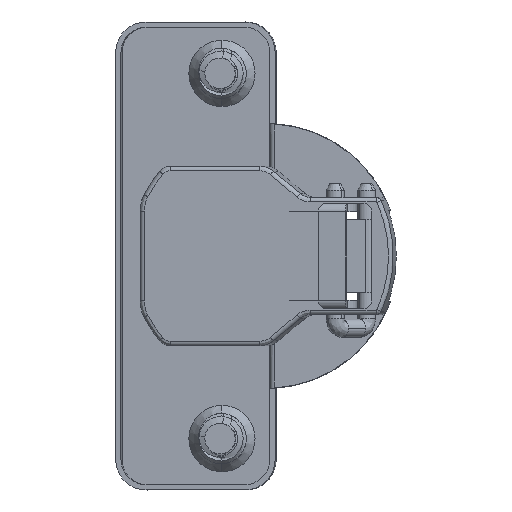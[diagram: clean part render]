
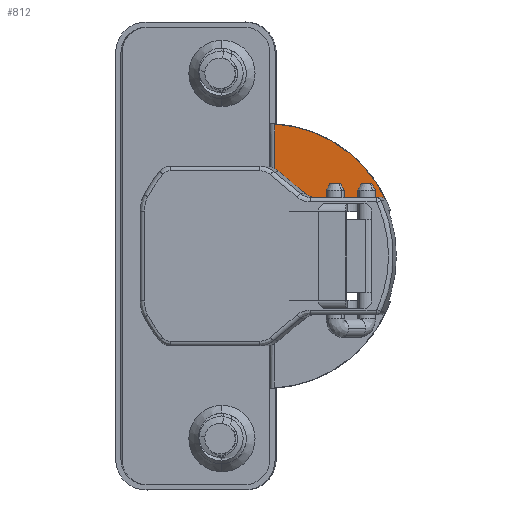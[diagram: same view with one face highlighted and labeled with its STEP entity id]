
A CAD part, left-side view. The second image highlights one B-rep face of the part: STEP entity #812.
In plain terms, the highlighted face is planar.
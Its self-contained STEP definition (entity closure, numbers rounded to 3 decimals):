
#812 = ADVANCED_FACE ( 'NONE', ( #11710 ), #26740, .T. ) ;
#1790 = CIRCLE ( 'NONE', #36370, 2.1 ) ;
#1995 = LINE ( 'NONE', #14627, #22924 ) ;
#2327 = AXIS2_PLACEMENT_3D ( 'NONE', #20930, #38794, #32955 ) ;
#3465 = VERTEX_POINT ( 'NONE', #11014 ) ;
#4633 = DIRECTION ( 'NONE',  ( 0., 1., 0. ) ) ;
#7291 = DIRECTION ( 'NONE',  ( 0., 1., 0. ) ) ;
#7430 = CARTESIAN_POINT ( 'NONE',  ( 0., 1.15, 3.6 ) ) ;
#7477 = EDGE_CURVE ( 'NONE', #22618, #15628, #33729, .T. ) ;
#7667 = CARTESIAN_POINT ( 'NONE',  ( 7., -14.012, 3.6 ) ) ;
#7843 = EDGE_CURVE ( 'NONE', #15020, #22618, #19405, .T. ) ;
#9981 = VERTEX_POINT ( 'NONE', #36564 ) ;
#10479 = LINE ( 'NONE', #25504, #28780 ) ;
#10924 = ORIENTED_EDGE ( 'NONE', *, *, #7477, .T. ) ;
#11014 = CARTESIAN_POINT ( 'NONE',  ( 7.293, -14.648, 3.6 ) ) ;
#11710 = FACE_OUTER_BOUND ( 'NONE', #23821, .T. ) ;
#13260 = ORIENTED_EDGE ( 'NONE', *, *, #32716, .T. ) ;
#13666 = VERTEX_POINT ( 'NONE', #37920 ) ;
#14627 = CARTESIAN_POINT ( 'NONE',  ( 7.7, -7.364, 3.6 ) ) ;
#15020 = VERTEX_POINT ( 'NONE', #36780 ) ;
#15592 = DIRECTION ( 'NONE',  ( 0., 1., 0. ) ) ;
#15628 = VERTEX_POINT ( 'NONE', #35449 ) ;
#16776 = EDGE_CURVE ( 'NONE', #21927, #3465, #36807, .T. ) ;
#18023 = DIRECTION ( 'NONE',  ( 0., 0., -1. ) ) ;
#18025 = EDGE_CURVE ( 'NONE', #9981, #13666, #1790, .T. ) ;
#18386 = ORIENTED_EDGE ( 'NONE', *, *, #16776, .T. ) ;
#19405 = LINE ( 'NONE', #26210, #22241 ) ;
#20930 = CARTESIAN_POINT ( 'NONE',  ( 7.233, -14.736, 3.6 ) ) ;
#21198 = AXIS2_PLACEMENT_3D ( 'NONE', #7430, #38881, #32841 ) ;
#21409 = CARTESIAN_POINT ( 'NONE',  ( 9.8, -5.35, 3.6 ) ) ;
#21927 = VERTEX_POINT ( 'NONE', #26344 ) ;
#22210 = AXIS2_PLACEMENT_3D ( 'NONE', #24321, #35148, #7291 ) ;
#22241 = VECTOR ( 'NONE', #23179, 1000. ) ;
#22618 = VERTEX_POINT ( 'NONE', #23577 ) ;
#22924 = VECTOR ( 'NONE', #36074, 1000. ) ;
#23179 = DIRECTION ( 'NONE',  ( -1., 0., 0. ) ) ;
#23577 = CARTESIAN_POINT ( 'NONE',  ( 11.473, 0.007, 3.6 ) ) ;
#23821 = EDGE_LOOP ( 'NONE', ( #24579, #18386, #34749, #31640, #10924, #13260, #36233 ) ) ;
#24321 = CARTESIAN_POINT ( 'NONE',  ( 9., 1.32, 3.6 ) ) ;
#24579 = ORIENTED_EDGE ( 'NONE', *, *, #37082, .T. ) ;
#25504 = CARTESIAN_POINT ( 'NONE',  ( 11.145, -0.48, 3.6 ) ) ;
#26210 = CARTESIAN_POINT ( 'NONE',  ( 14.434, 0.007, 3.6 ) ) ;
#26285 = DIRECTION ( 'NONE',  ( -0.643, -0.766, 0. ) ) ;
#26344 = CARTESIAN_POINT ( 'NONE',  ( 7.7, -14.012, 3.6 ) ) ;
#26740 = PLANE ( 'NONE',  #2327 ) ;
#27199 = AXIS2_PLACEMENT_3D ( 'NONE', #7667, #32110, #4633 ) ;
#28780 = VECTOR ( 'NONE', #26285, 1000. ) ;
#31640 = ORIENTED_EDGE ( 'NONE', *, *, #7843, .T. ) ;
#32110 = DIRECTION ( 'NONE',  ( 0., 0., -1. ) ) ;
#32716 = EDGE_CURVE ( 'NONE', #15628, #13666, #10479, .T. ) ;
#32841 = DIRECTION ( 'NONE',  ( 0., 1., 0. ) ) ;
#32955 = DIRECTION ( 'NONE',  ( 1., 0., 0. ) ) ;
#33729 = CIRCLE ( 'NONE', #22210, 2.8 ) ;
#33987 = CIRCLE ( 'NONE', #21198, 17.4 ) ;
#34182 = EDGE_CURVE ( 'NONE', #3465, #15020, #33987, .T. ) ;
#34749 = ORIENTED_EDGE ( 'NONE', *, *, #34182, .T. ) ;
#35148 = DIRECTION ( 'NONE',  ( 0., 0., -1. ) ) ;
#35449 = CARTESIAN_POINT ( 'NONE',  ( 11.145, -0.48, 3.6 ) ) ;
#36074 = DIRECTION ( 'NONE',  ( 0., -1., 0. ) ) ;
#36233 = ORIENTED_EDGE ( 'NONE', *, *, #18025, .F. ) ;
#36370 = AXIS2_PLACEMENT_3D ( 'NONE', #21409, #18023, #15592 ) ;
#36564 = CARTESIAN_POINT ( 'NONE',  ( 7.7, -5.35, 3.6 ) ) ;
#36780 = CARTESIAN_POINT ( 'NONE',  ( 17.362, 0.007, 3.6 ) ) ;
#36807 = CIRCLE ( 'NONE', #27199, 0.7 ) ;
#37082 = EDGE_CURVE ( 'NONE', #9981, #21927, #1995, .T. ) ;
#37920 = CARTESIAN_POINT ( 'NONE',  ( 8.191, -4., 3.6 ) ) ;
#38794 = DIRECTION ( 'NONE',  ( 0., 0., 1. ) ) ;
#38881 = DIRECTION ( 'NONE',  ( 0., 0., 1. ) ) ;
